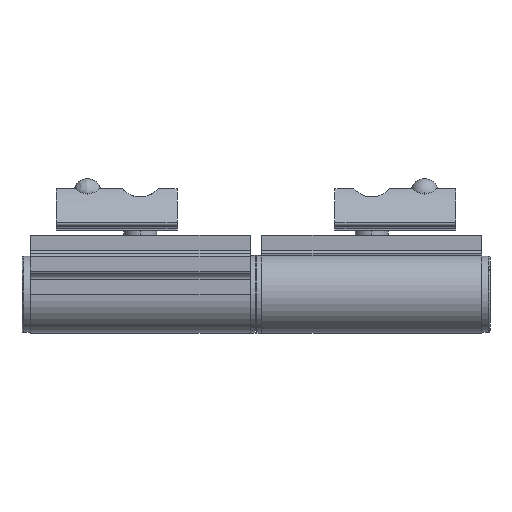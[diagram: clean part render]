
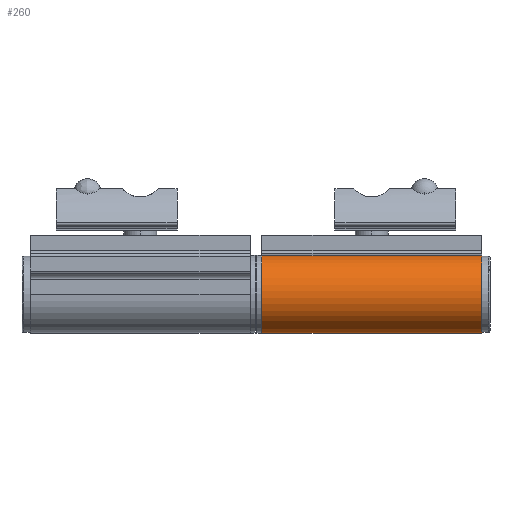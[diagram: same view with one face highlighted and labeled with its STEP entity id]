
A CAD part, left-side view. The second image highlights one B-rep face of the part: STEP entity #260.
In plain terms, the highlighted cylindrical face has radius 7.1 mm (diameter 14.2 mm), a partial arc.
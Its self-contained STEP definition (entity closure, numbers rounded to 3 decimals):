
#215 = CARTESIAN_POINT ( 'NONE',  ( 34., 41.5, -10.7 ) ) ;
#221 = CARTESIAN_POINT ( 'NONE',  ( 26.9, 1.5, -10.7 ) ) ;
#260 = ADVANCED_FACE ( 'NONE', ( #2883 ), #6128, .T. ) ;
#601 = VERTEX_POINT ( 'NONE', #3528 ) ;
#797 = DIRECTION ( 'NONE',  ( 0., 0., 1. ) ) ;
#827 = CIRCLE ( 'NONE', #7786, 7.1 ) ;
#987 = ORIENTED_EDGE ( 'NONE', *, *, #6882, .T. ) ;
#1539 = ORIENTED_EDGE ( 'NONE', *, *, #7102, .T. ) ;
#2046 = CARTESIAN_POINT ( 'NONE',  ( 25.934, 1.5, -3.666 ) ) ;
#2310 = VECTOR ( 'NONE', #2946, 1000. ) ;
#2460 = DIRECTION ( 'NONE',  ( 0., 1., 0. ) ) ;
#2565 = CARTESIAN_POINT ( 'NONE',  ( 25.934, 41.5, -3.666 ) ) ;
#2655 = VERTEX_POINT ( 'NONE', #215 ) ;
#2883 = FACE_OUTER_BOUND ( 'NONE', #7072, .T. ) ;
#2946 = DIRECTION ( 'NONE',  ( 0., -1., 0. ) ) ;
#3471 = CARTESIAN_POINT ( 'NONE',  ( 26.9, 41.5, -10.7 ) ) ;
#3528 = CARTESIAN_POINT ( 'NONE',  ( 34., 1.5, -10.7 ) ) ;
#3592 = CIRCLE ( 'NONE', #6841, 7.1 ) ;
#3783 = CARTESIAN_POINT ( 'NONE',  ( 26.9, 1.5, -10.7 ) ) ;
#4132 = VECTOR ( 'NONE', #4523, 1000. ) ;
#4244 = ORIENTED_EDGE ( 'NONE', *, *, #8101, .T. ) ;
#4523 = DIRECTION ( 'NONE',  ( 0., 1., 0. ) ) ;
#4607 = LINE ( 'NONE', #5987, #2310 ) ;
#4839 = VERTEX_POINT ( 'NONE', #6978 ) ;
#5624 = VERTEX_POINT ( 'NONE', #2565 ) ;
#5687 = AXIS2_PLACEMENT_3D ( 'NONE', #3783, #2460, #6305 ) ;
#5873 = DIRECTION ( 'NONE',  ( 0., 1., 0. ) ) ;
#5895 = EDGE_CURVE ( 'NONE', #5624, #2655, #827, .T. ) ;
#5987 = CARTESIAN_POINT ( 'NONE',  ( 34., 1.5, -10.7 ) ) ;
#6128 = CYLINDRICAL_SURFACE ( 'NONE', #5687, 7.1 ) ;
#6305 = DIRECTION ( 'NONE',  ( 0., 0., 1. ) ) ;
#6543 = DIRECTION ( 'NONE',  ( 0., 0., 1. ) ) ;
#6602 = DIRECTION ( 'NONE',  ( 0., -1., 0. ) ) ;
#6841 = AXIS2_PLACEMENT_3D ( 'NONE', #221, #5873, #797 ) ;
#6882 = EDGE_CURVE ( 'NONE', #4839, #5624, #7769, .T. ) ;
#6978 = CARTESIAN_POINT ( 'NONE',  ( 25.934, 1.5, -3.666 ) ) ;
#7072 = EDGE_LOOP ( 'NONE', ( #7201, #1539, #4244, #987 ) ) ;
#7102 = EDGE_CURVE ( 'NONE', #2655, #601, #4607, .T. ) ;
#7201 = ORIENTED_EDGE ( 'NONE', *, *, #5895, .T. ) ;
#7769 = LINE ( 'NONE', #2046, #4132 ) ;
#7786 = AXIS2_PLACEMENT_3D ( 'NONE', #3471, #6602, #6543 ) ;
#8101 = EDGE_CURVE ( 'NONE', #601, #4839, #3592, .T. ) ;
